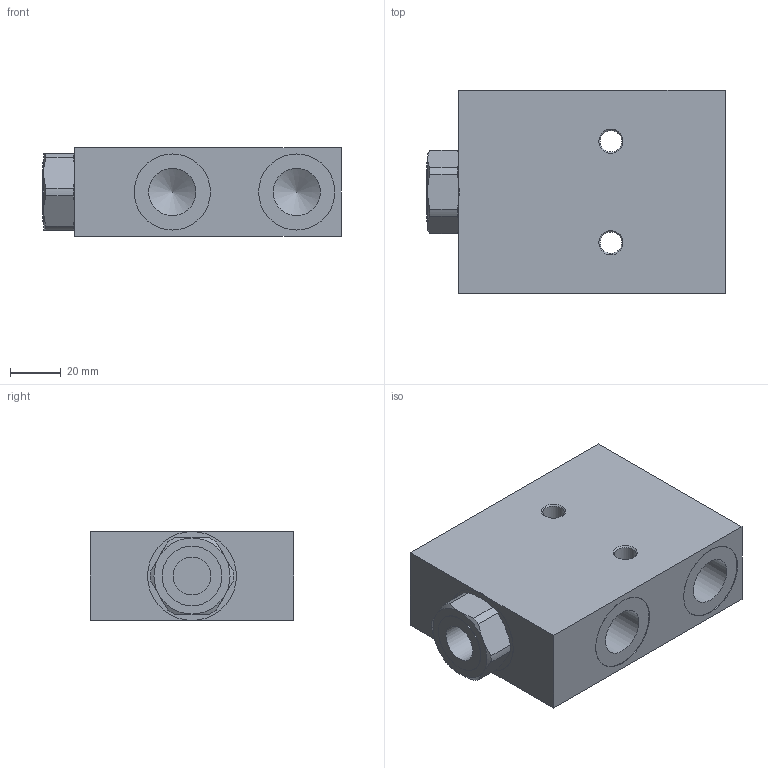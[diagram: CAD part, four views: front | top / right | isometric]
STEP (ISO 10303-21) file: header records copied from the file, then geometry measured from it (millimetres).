
FILE_DESCRIPTION(/* description */ ('Unknown'),/* implementation_level */ '2;1');
FILE_NAME(/* name */ 'V0276',/* time_stamp */ '2018-12-06T08:15:21+01:00',/* author */ ('Unknown'),/* organization */ ('Unknown'),/* preprocessor_version */ 'ST-DEVELOPER v16',/* originating_system */ 'DEX',/* authorisation */ $);
FILE_SCHEMA (('AUTOMOTIVE_DESIGN {1 0 10303 214 3 1 1}'));
Length unit declared in the file: millimetre
Products named in the file (1): V0276
Bounding box: 117.5 x 80 x 35 mm (x, y, z)
Volume: 270165.9 mm3; surface area: 39438.2 mm2
Topology: 1 solids, 1 shells, 64 faces, 141 edges, 88 vertices
Faces by surface type: plane 23, cylinder 21, cone 20
Full cylindrical faces by diameter (mm): 8.5 x2, 14.95 x1, 18.631 x4, 20 x1, 23.5 x1, 25.943 x1, 30 x4, 35 x1
Entity records: 1608 total; most frequent: CARTESIAN_POINT 308, DIRECTION 276, ORIENTED_EDGE 222, AXIS2_PLACEMENT_3D 124, EDGE_CURVE 111, FACE_BOUND 103, EDGE_LOOP 99, VERTEX_POINT 84
